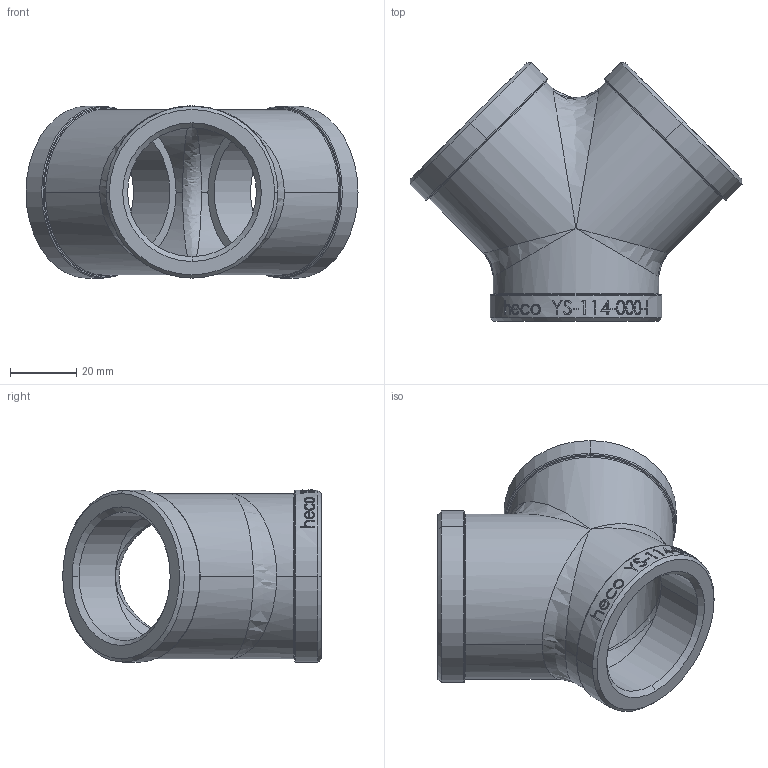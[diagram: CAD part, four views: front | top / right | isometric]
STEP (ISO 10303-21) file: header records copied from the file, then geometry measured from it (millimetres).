
FILE_DESCRIPTION (( 'STEP AP214' ), '1' );
FILE_NAME ('heco_YS-114-000-I.STEP', '2016-09-20T11:47:56', ( '' ), ( '' ), 'SwSTEP 2.0', 'SolidWorks 2016', '' );
FILE_SCHEMA (( 'AUTOMOTIVE_DESIGN' ));
Length unit declared in the file: millimetre
Products named in the file (1): heco_YS-114-000-I
Bounding box: 100.41 x 78.2 x 52.1 mm (x, y, z)
Volume: 60478.9 mm3; surface area: 30158.7 mm2
Topology: 1 solids, 1 shells, 227 faces, 584 edges, 374 vertices
Faces by surface type: bspline 96, plane 61, cylinder 46, cone 12, torus 12
Entity records: 23342 total; most frequent: CARTESIAN_POINT 16862, ORIENTED_EDGE 1144, DIRECTION 673, EDGE_CURVE 572, VERTEX_POINT 374, B_SPLINE_CURVE_WITH_KNOTS 305, AXIS2_PLACEMENT_3D 274, EDGE_LOOP 258
